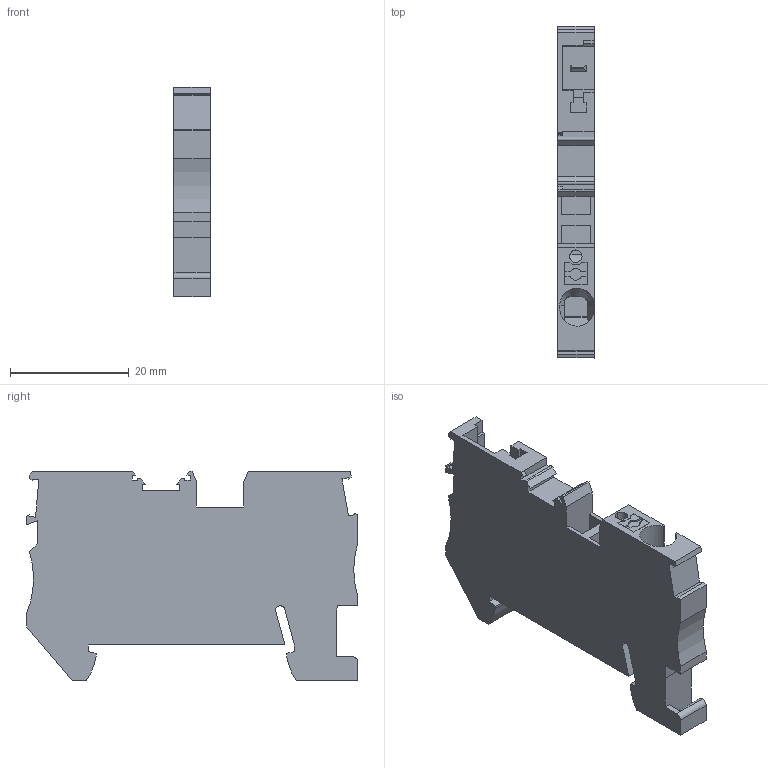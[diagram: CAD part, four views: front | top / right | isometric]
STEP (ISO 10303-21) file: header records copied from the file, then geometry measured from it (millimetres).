
FILE_DESCRIPTION(('Creo Elements/Direct Modeling STEP Export'),'2;1');
FILE_NAME('model.stp','2017-10-26T13:37:03',(''),(''),'Creo Elements/Direct Modeling STEP processor for AP214 (Solid Model)','Creo Elements/Direct Modeling 18.1I 14-Aug-2016 (C) Parametric Technology GmbH','');
FILE_SCHEMA(('AUTOMOTIVE_DESIGN { 1 0 10303 214 1 1 1 1 }'));
Length unit declared in the file: millimetre
Products named in the file (2): PT_4_1P_BU-select
Assembly tree (1 placements, depth 2):
  PT_4_1P_BU-select
    PT_4_1P_BU-select
Bounding box: 6.15 x 55.9 x 35.25 mm (x, y, z)
Volume: 8182.2 mm3; surface area: 5626.3 mm2
Topology: 1 solids, 1 shells, 163 faces, 469 edges, 311 vertices
Faces by surface type: plane 141, cylinder 19, cone 1, torus 1, bspline 1
Entity records: 7542 total; most frequent: CARTESIAN_POINT 1943, ORIENTED_EDGE 938, DIRECTION 805, EDGE_CURVE 469, VECTOR 401, LINE 401, VERTEX_POINT 311, AXIS2_PLACEMENT_3D 202
